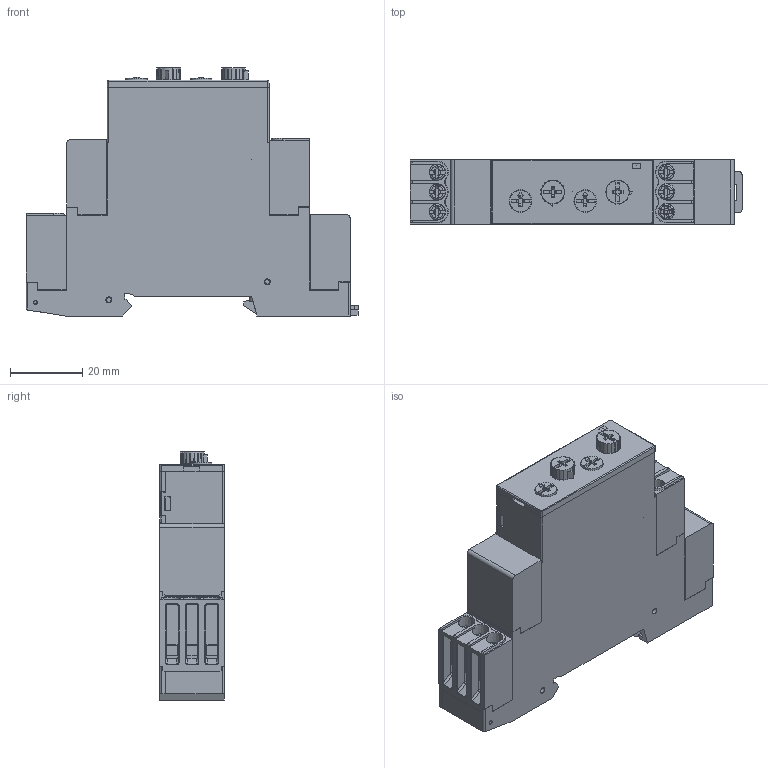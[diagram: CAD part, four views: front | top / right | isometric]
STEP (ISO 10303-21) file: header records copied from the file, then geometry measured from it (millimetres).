
FILE_DESCRIPTION(/* description */ ('Unknown'),/* implementation_level */ '2;1');
FILE_NAME(/* name */ '88827054 _STEP',/* time_stamp */ '2024-12-27T17:35:46+05:00',/* author */ ('Unknown'),/* organization */ ('Unknown'),/* preprocessor_version */ 'ST-DEVELOPER v18.104',/* originating_system */ 'Solid Edge',/* authorisation */ 'Unknown');
FILE_SCHEMA (('AUTOMOTIVE_DESIGN {1 0 10303 214 3 1 1}'));
Products named in the file (1): 88827054 _STEP
Bounding box: 92.19 x 17.9 x 68.87 mm (x, y, z)
Volume: 27097.3 mm3; surface area: 46001.6 mm2
Topology: 56 solids, 56 shells, 4038 faces, 10735 edges, 6768 vertices
Faces by surface type: plane 2308, cylinder 1049, cone 253, torus 207, sphere 139, bspline 82
Full cylindrical faces by diameter (mm): 0.01 x2, 0.05 x2, 0.1 x12, 0.2 x6, 1.4 x4, 1.5 x9, 2.4 x12, 2.459 x6, 2.5 x1, 3.2 x6, 4.5 x12, 6.3 x2
Entity records: 140218 total; most frequent: CARTESIAN_POINT 41437, ORIENTED_EDGE 20722, DIRECTION 18687, EDGE_CURVE 10361, VERTEX_POINT 6661, LINE 6541, VECTOR 6541, AXIS2_PLACEMENT_3D 6073
